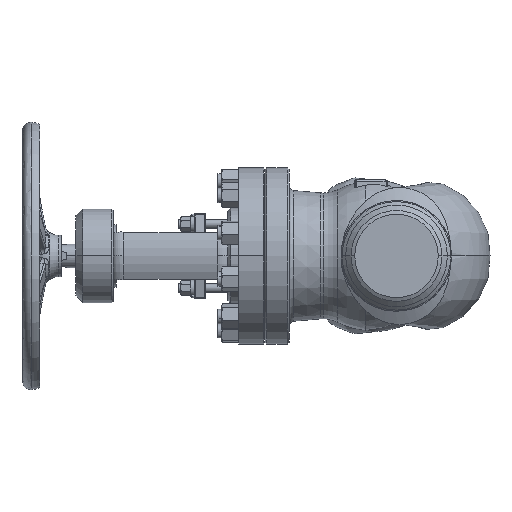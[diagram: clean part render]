
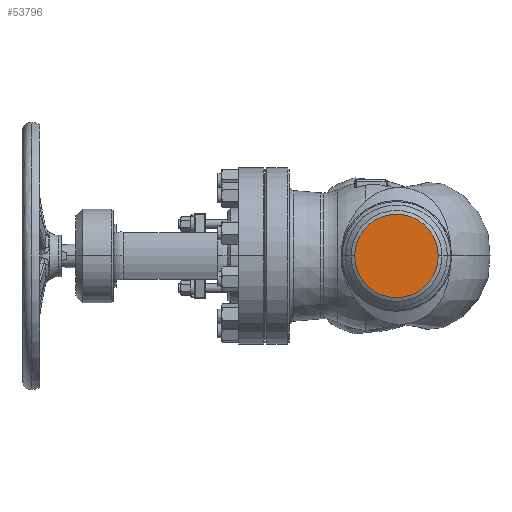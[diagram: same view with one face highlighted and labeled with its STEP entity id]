
A CAD part, left-side view. The second image highlights one B-rep face of the part: STEP entity #53796.
In plain terms, the highlighted planar face has unit normal (-1, 0, 0).
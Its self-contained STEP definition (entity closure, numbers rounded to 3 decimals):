
#3803 = PLANE ( 'NONE',  #13985 ) ;
#3991 = DIRECTION ( 'NONE',  ( -1., 0., 0. ) ) ;
#5145 = VERTEX_POINT ( 'NONE', #44770 ) ;
#10366 = DIRECTION ( 'NONE',  ( -1., 0., 0. ) ) ;
#11445 = AXIS2_PLACEMENT_3D ( 'NONE', #20135, #50720, #24521 ) ;
#11722 = CARTESIAN_POINT ( 'NONE',  ( -275., -78., 0. ) ) ;
#13985 = AXIS2_PLACEMENT_3D ( 'NONE', #30184, #3991, #34613 ) ;
#16374 = EDGE_LOOP ( 'NONE', ( #27162, #48147 ) ) ;
#19109 = AXIS2_PLACEMENT_3D ( 'NONE', #36590, #10366, #40997 ) ;
#20135 = CARTESIAN_POINT ( 'NONE',  ( -275., 0., 0. ) ) ;
#24521 = DIRECTION ( 'NONE',  ( 0., -1., 0. ) ) ;
#27122 = CIRCLE ( 'NONE', #19109, 78. ) ;
#27162 = ORIENTED_EDGE ( 'NONE', *, *, #37934, .T. ) ;
#30184 = CARTESIAN_POINT ( 'NONE',  ( -275., 0., 0. ) ) ;
#34613 = DIRECTION ( 'NONE',  ( 0., -1., 0. ) ) ;
#36151 = CIRCLE ( 'NONE', #11445, 78. ) ;
#36590 = CARTESIAN_POINT ( 'NONE',  ( -275., 0., 0. ) ) ;
#37362 = FACE_OUTER_BOUND ( 'NONE', #16374, .T. ) ;
#37934 = EDGE_CURVE ( 'NONE', #5145, #52173, #36151, .T. ) ;
#40997 = DIRECTION ( 'NONE',  ( 0., -1., 0. ) ) ;
#44770 = CARTESIAN_POINT ( 'NONE',  ( -275., 78., 0. ) ) ;
#48147 = ORIENTED_EDGE ( 'NONE', *, *, #53457, .T. ) ;
#50720 = DIRECTION ( 'NONE',  ( -1., 0., 0. ) ) ;
#52173 = VERTEX_POINT ( 'NONE', #11722 ) ;
#53457 = EDGE_CURVE ( 'NONE', #52173, #5145, #27122, .T. ) ;
#53796 = ADVANCED_FACE ( 'NONE', ( #37362 ), #3803, .T. ) ;
